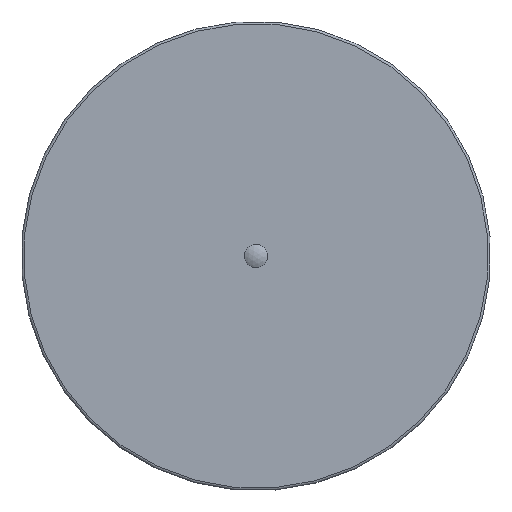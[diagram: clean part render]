
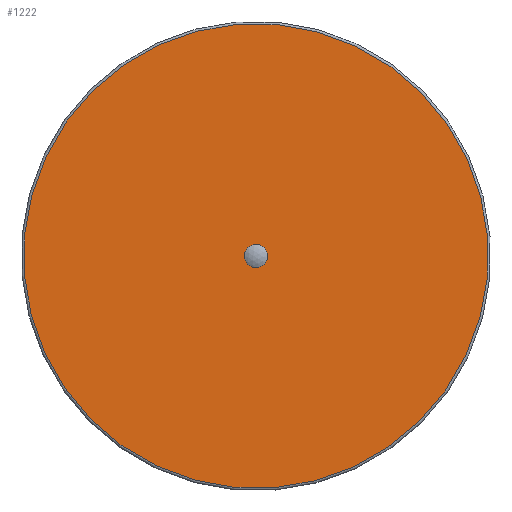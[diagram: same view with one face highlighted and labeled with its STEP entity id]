
A CAD part, front view. The second image highlights one B-rep face of the part: STEP entity #1222.
In plain terms, the highlighted planar face has unit normal (0, -1, 0).
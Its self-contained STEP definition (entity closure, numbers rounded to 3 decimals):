
#40=FACE_BOUND('',#264,.T.);
#93=PLANE('',#1394);
#178=FACE_OUTER_BOUND('',#263,.T.);
#263=EDGE_LOOP('',(#1012,#1013));
#264=EDGE_LOOP('',(#1014,#1015));
#384=CIRCLE('',#1303,4.);
#385=CIRCLE('',#1304,4.);
#436=CIRCLE('',#1391,118.75);
#437=CIRCLE('',#1392,118.75);
#490=VERTEX_POINT('',#1960);
#491=VERTEX_POINT('',#1962);
#548=VERTEX_POINT('',#2188);
#549=VERTEX_POINT('',#2189);
#627=EDGE_CURVE('',#491,#490,#384,.T.);
#628=EDGE_CURVE('',#490,#491,#385,.T.);
#707=EDGE_CURVE('',#548,#549,#436,.T.);
#708=EDGE_CURVE('',#549,#548,#437,.T.);
#1012=ORIENTED_EDGE('',*,*,#707,.T.);
#1013=ORIENTED_EDGE('',*,*,#708,.T.);
#1014=ORIENTED_EDGE('',*,*,#627,.T.);
#1015=ORIENTED_EDGE('',*,*,#628,.T.);
#1222=ADVANCED_FACE('',(#178,#40),#93,.T.);
#1303=AXIS2_PLACEMENT_3D('',#1963,#1529,#1530);
#1304=AXIS2_PLACEMENT_3D('',#1964,#1531,#1532);
#1391=AXIS2_PLACEMENT_3D('',#2190,#1730,#1731);
#1392=AXIS2_PLACEMENT_3D('',#2191,#1732,#1733);
#1394=AXIS2_PLACEMENT_3D('',#2193,#1736,#1737);
#1529=DIRECTION('center_axis',(0.,1.,0.));
#1530=DIRECTION('ref_axis',(0.091,0.,0.996));
#1531=DIRECTION('center_axis',(0.,1.,0.));
#1532=DIRECTION('ref_axis',(0.091,0.,0.996));
#1730=DIRECTION('center_axis',(0.,-1.,0.));
#1731=DIRECTION('ref_axis',(0.091,0.,0.996));
#1732=DIRECTION('center_axis',(0.,-1.,0.));
#1733=DIRECTION('ref_axis',(0.091,0.,0.996));
#1736=DIRECTION('center_axis',(0.,-1.,0.));
#1737=DIRECTION('ref_axis',(0.996,0.,-0.091));
#1960=CARTESIAN_POINT('',(-3.015,-77.933,-3.984));
#1962=CARTESIAN_POINT('',(-2.289,-77.933,3.984));
#1963=CARTESIAN_POINT('Origin',(-2.652,-77.933,0.));
#1964=CARTESIAN_POINT('Origin',(-2.652,-77.933,0.));
#2188=CARTESIAN_POINT('',(8.115,-77.933,118.261));
#2189=CARTESIAN_POINT('',(-120.913,-77.933,10.767));
#2190=CARTESIAN_POINT('Origin',(-2.652,-77.933,0.));
#2191=CARTESIAN_POINT('Origin',(-2.652,-77.933,0.));
#2193=CARTESIAN_POINT('Origin',(-2.652,-77.933,0.));
